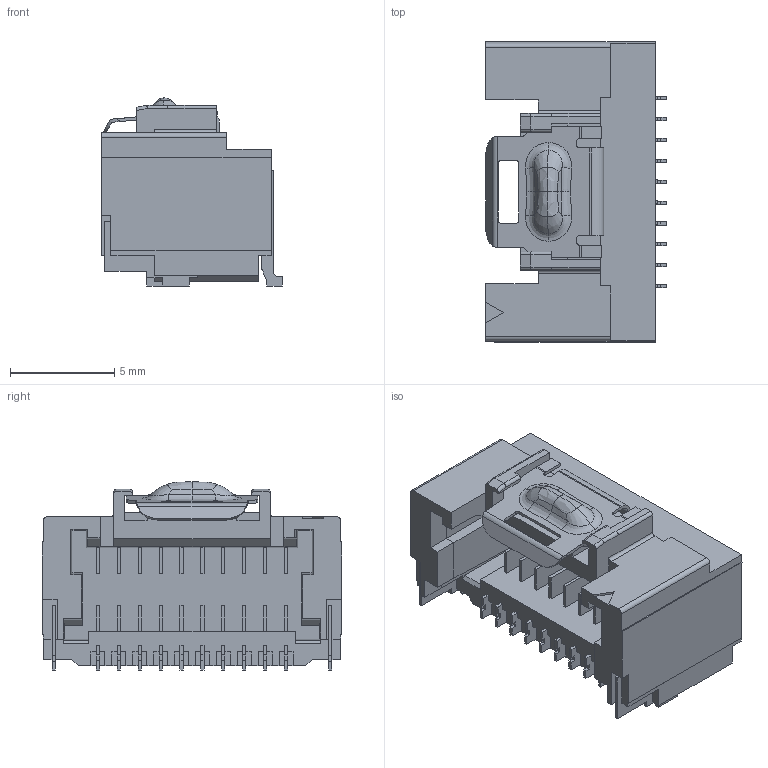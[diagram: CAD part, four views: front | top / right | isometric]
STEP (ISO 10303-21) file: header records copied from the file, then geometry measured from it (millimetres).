
FILE_DESCRIPTION(('CoCreate Modeling STEP Export'),'2;1');
FILE_NAME('DF50-20DP-1H.stp','2013-05-17T12:51:45',(''),(''),'CoCreate Modeling STEP processor for AP214 (Solid Model)','CoCreate Modeling 17.0 01-Apr-2010 (C) Parametric Technology GmbH','');
FILE_SCHEMA(('AUTOMOTIVE_DESIGN { 1 0 10303 214 1 1 1 1 }'));
Products named in the file (1): DF50-20DP-1H
Bounding box: 8.66 x 14.35 x 9 mm (x, y, z)
Volume: 457.1 mm3; surface area: 944.7 mm2
Topology: 1 solids, 1 shells, 657 faces, 2262 edges, 1609 vertices
Faces by surface type: plane 533, cylinder 83, bspline 41
Entity records: 45166 total; most frequent: CARTESIAN_POINT 26041, ORIENTED_EDGE 4524, DIRECTION 3350, EDGE_CURVE 2262, VECTOR 1922, LINE 1922, VERTEX_POINT 1609, AXIS2_PLACEMENT_3D 714
